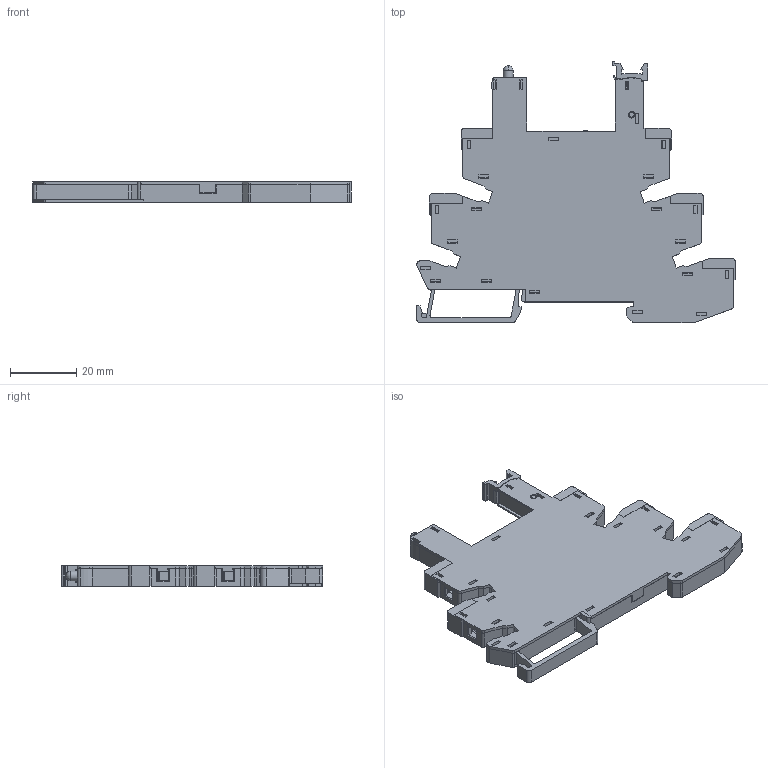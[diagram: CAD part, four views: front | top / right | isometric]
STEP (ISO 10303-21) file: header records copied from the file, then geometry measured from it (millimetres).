
FILE_DESCRIPTION(('STEP AP203'), '1');
FILE_NAME('S1.01', '', ('UNSPECIFIED'), ('UNSPECIFIED'), 'C3D Converter', 'C3D Toolkit', '');
FILE_SCHEMA(('CONFIG_CONTROL_DESIGN'));
Length unit declared in the file: millimetre
Products named in the file (7): S1.01; 7.810.607; 852.607; 734.607; 667.607; LED9.014.021
Assembly tree (9 placements, depth 2):
  S1.01
    7.810.607
    852.607
    734.607  x2
    734.607  x3
    667.607
    LED9.014.021
Bounding box: 96 x 78.71 x 6.2 mm (x, y, z)
Volume: 13585.8 mm3; surface area: 28156.8 mm2
Topology: 9 solids, 9 shells, 1736 faces, 4921 edges, 3249 vertices
Faces by surface type: plane 1453, cylinder 238, torus 17, cone 15, bspline 11, sphere 2
Full cylindrical faces by diameter (mm): 1.9 x7, 2 x5, 2.2 x5, 2.47 x5, 2.95 x1, 3.55 x5, 3.7 x5, 3.8 x5
Entity records: 72182 total; most frequent: CARTESIAN_POINT 15007, ORIENTED_EDGE 9374, DIRECTION 8349, EDGE_CURVE 4687, LINE 4149, VECTOR 4149, VERTEX_POINT 3125, AXIS2_PLACEMENT_3D 2100
